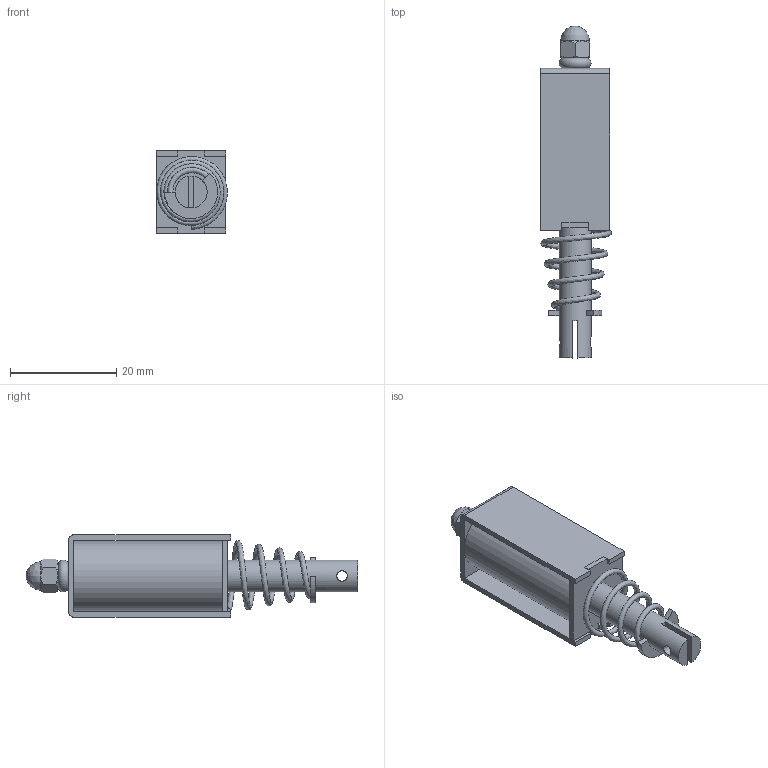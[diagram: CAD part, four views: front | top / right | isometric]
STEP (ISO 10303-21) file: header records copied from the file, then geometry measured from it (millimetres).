
FILE_DESCRIPTION(/* description */ (''),/* implementation_level */ '2;1');
FILE_NAME(/* name */ 'solenoid 6V 12V 24V.step',/* time_stamp */ '2022-12-21T16:01:20+10:00',/* author */ (''),/* organization */ (''),/* preprocessor_version */ 'ST-DEVELOPER v19.2',/* originating_system */ 'Autodesk Translation Framework v11.17.0.187',/* authorisation */ '');
FILE_SCHEMA (('AUTOMOTIVE_DESIGN { 1 0 10303 214 3 1 1 }'));
Length unit declared in the file: millimetre
Products named in the file (5): соленоид; Component1; Component2; 94000A330_18-8 Stainless Steel Cap Nut; Component4
Assembly tree (4 placements, depth 2):
  соленоид
    Component1
    Component2
    94000A330_18-8 Stainless Steel Cap Nut
    Component4
Bounding box: 13.33 x 62.5 x 15.5 mm (x, y, z)
Volume: 5519.1 mm3; surface area: 6105.7 mm2
Topology: 8 solids, 8 shells, 102 faces, 243 edges, 157 vertices
Faces by surface type: plane 56, cylinder 25, cone 15, bspline 5, torus 1
Full cylindrical faces by diameter (mm): 2 x2, 3 x10, 4 x2, 5.378 x1, 6 x3, 13 x1
Entity records: 5152 total; most frequent: CARTESIAN_POINT 2691, ORIENTED_EDGE 482, DIRECTION 457, EDGE_CURVE 241, AXIS2_PLACEMENT_3D 163, VERTEX_POINT 157, LINE 131, VECTOR 131
